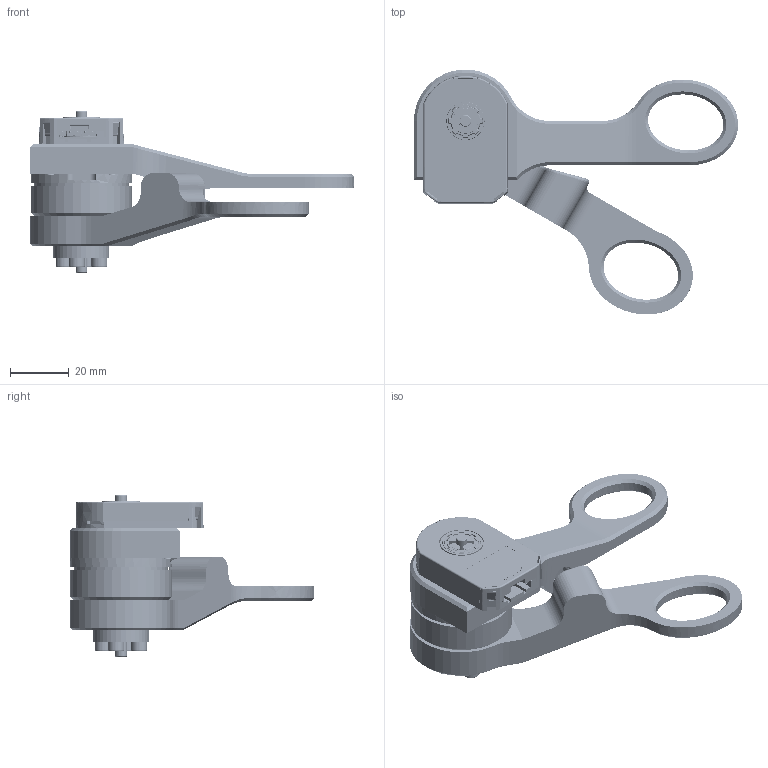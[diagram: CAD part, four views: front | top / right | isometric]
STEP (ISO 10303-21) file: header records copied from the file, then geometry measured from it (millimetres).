
FILE_DESCRIPTION(/* description */ (''),/* implementation_level */ '2;1');
FILE_NAME(/* name */ 'FINGER_HAPTIC_DEVICE_REVD.stp',/* time_stamp */ '2022-04-08T14:24:09+02:00',/* author */ (''),/* organization */ (''),/* preprocessor_version */ 'ST-DEVELOPER v16.7',/* originating_system */ 'SIEMENS PLM Software NX 1911',/* authorisation */ '');
FILE_SCHEMA (('AUTOMOTIVE_DESIGN { 1 0 10303 214 3 1 1 1 }'));
Length unit declared in the file: millimetre
Products named in the file (28): AMT-102-Base-REV-K_id76_x_t; AMT-102-Top-Cover-REV-I_id71_x_t; AMT-Sleeve-REV-D_ 2 mm__id66_x_t; AMT-Hub-Top-REV-D1_id61_x_t; AMT-Hub-Bottom-REV-B_id56_x_t; AMT10X-Shaft-Adaptor-REV-E_id51_x_t; Receiver-board_id46_x_t; Rotor-board-REV F_id41_x_t; Transmitter-board AMT10_AMT-102__id36_x_t; Transmitter-board AMT10_AMT-102__id31_x_t; Transmitter-board AMT10_AMT-102__id26_x_t; Transmitter-board AMT10_AMT-102__id21_x_t; Transmitter-board AMT10_AMT-102__id16_x_t; Transmitter-board AMT10_AMT-102__id11_x_t; Transmitter-board AMT10_AMT-102__id6_x_t; SET_SCREW_M3X6; BOLT_DIN912_M3X12_; NUT_DIN934_M3; BOLT_DIN912_M2_5X10; BOLT_DIN912_M2X10; BALL_BEARING_RS_612-5789; POLULU_4MM_SHAFT_CLAMP; 4mm_SHAFT; FINGER_HANDLE_REVD; THUMB_HANDLE_REVD; GM2804_BLDC_motor; CUI_DEVICES_AMT102-0048-N2000-S_x_t; FINGER_HAPTIC_DEVICE_CONCEPT1_REVD
Assembly tree (43 placements, depth 3):
  FINGER_HAPTIC_DEVICE_CONCEPT1_REVD
    GM2804_BLDC_motor
    THUMB_HANDLE_REVD
    FINGER_HANDLE_REVD
    CUI_DEVICES_AMT102-0048-N2000-S_x_t
      Transmitter-board AMT10_AMT-102__id6_x_t
      Transmitter-board AMT10_AMT-102__id11_x_t
      Transmitter-board AMT10_AMT-102__id16_x_t
      Transmitter-board AMT10_AMT-102__id21_x_t
      Transmitter-board AMT10_AMT-102__id26_x_t
      Transmitter-board AMT10_AMT-102__id31_x_t
      Transmitter-board AMT10_AMT-102__id36_x_t
      Rotor-board-REV F_id41_x_t
      Receiver-board_id46_x_t
      AMT10X-Shaft-Adaptor-REV-E_id51_x_t
      AMT-Hub-Bottom-REV-B_id56_x_t
      AMT-Hub-Top-REV-D1_id61_x_t
      AMT-Sleeve-REV-D_ 2 mm__id66_x_t
      AMT-102-Top-Cover-REV-I_id71_x_t
      AMT-102-Base-REV-K_id76_x_t
    4mm_SHAFT
    POLULU_4MM_SHAFT_CLAMP
    BALL_BEARING_RS_612-5789
    BOLT_DIN912_M2X10  x4
    BOLT_DIN912_M2_5X10  x4
    NUT_DIN934_M3  x6
    BOLT_DIN912_M3X12_  x6
    SET_SCREW_M3X6
Bounding box: 110.09 x 83.12 x 55 mm (x, y, z)
Volume: 60338.8 mm3; surface area: 38746.1 mm2
Topology: 42 solids, 42 shells, 5556 faces, 12345 edges, 6952 vertices
Faces by surface type: cone 1794, torus 1420, plane 1233, cylinder 1022, bspline 45, extrusion 30, sphere 12
Full cylindrical faces by diameter (mm): 0.66 x2, 1 x3, 1.05 x5, 1.5 x4, 1.6 x8, 1.674 x16, 1.7 x2, 2.05 x4, 2.1 x2, 2.3 x2, 2.4 x4, 2.5 x1, 2.7 x5, 2.9 x4, 2.95 x2, 3 x1, 3.1 x4, 3.2 x4, 3.4 x2, 3.962 x4, 4 x3, 4.4 x4, 4.8 x1, 5 x3, 5.5 x4, 5.791 x2, 6 x1, 7.5 x1, 9 x1, 9.2 x1
Entity records: 80422 total; most frequent: CARTESIAN_POINT 17986, DIRECTION 12494, ORIENTED_EDGE 11756, EDGE_CURVE 5878, AXIS2_PLACEMENT_3D 4689, VERTEX_POINT 3715, VECTOR 3116, LINE 3086
